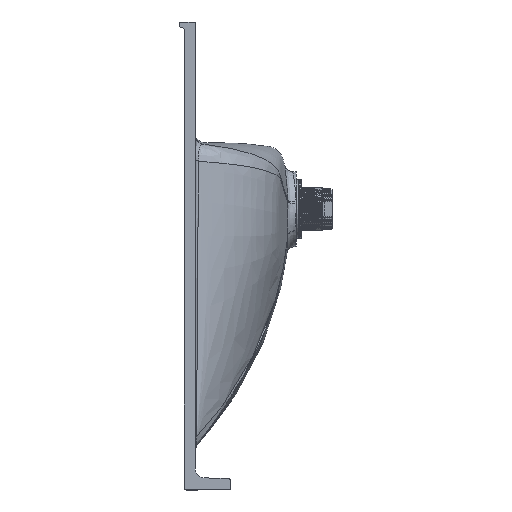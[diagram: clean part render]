
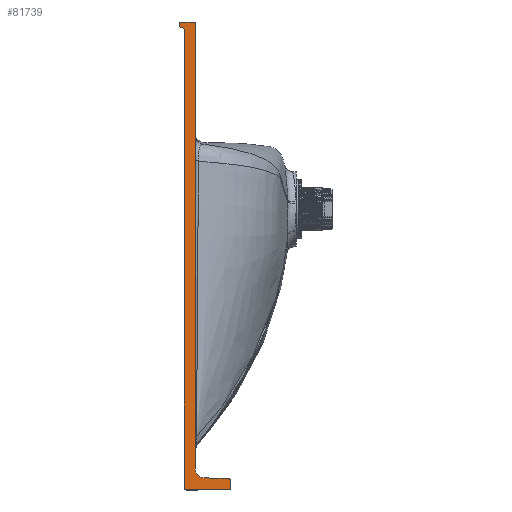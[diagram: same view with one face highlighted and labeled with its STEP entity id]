
A CAD part, left-side view. The second image highlights one B-rep face of the part: STEP entity #81739.
In plain terms, the highlighted planar face has unit normal (-1, 0, 0).
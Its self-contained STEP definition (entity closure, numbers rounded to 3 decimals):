
#1733 = CARTESIAN_POINT ( 'NONE',  ( -1250., -12., -277.016 ) ) ;
#3167 = EDGE_CURVE ( 'NONE', #106287, #54279, #129174, .T. ) ;
#4518 = DIRECTION ( 'NONE',  ( 0., 0., 1. ) ) ;
#7160 = VECTOR ( 'NONE', #53195, 1000. ) ;
#7163 = EDGE_CURVE ( 'NONE', #54279, #49937, #133433, .T. ) ;
#8356 = VERTEX_POINT ( 'NONE', #46177 ) ;
#9265 = CARTESIAN_POINT ( 'NONE',  ( -1250., -50., -290.897 ) ) ;
#9853 = CARTESIAN_POINT ( 'NONE',  ( -1250., -12., 200. ) ) ;
#10230 = DIRECTION ( 'NONE',  ( -1., 0., 0. ) ) ;
#12126 = EDGE_CURVE ( 'NONE', #49937, #57193, #86215, .T. ) ;
#12201 = CARTESIAN_POINT ( 'NONE',  ( -1250., -2., -300. ) ) ;
#12469 = EDGE_CURVE ( 'NONE', #15744, #79567, #74256, .T. ) ;
#15027 = CARTESIAN_POINT ( 'NONE',  ( -1250., 0., 200. ) ) ;
#15744 = VERTEX_POINT ( 'NONE', #99743 ) ;
#17982 = CARTESIAN_POINT ( 'NONE',  ( -1250., 5., 200. ) ) ;
#21518 = AXIS2_PLACEMENT_3D ( 'NONE', #98238, #75000, #4518 ) ;
#23657 = CARTESIAN_POINT ( 'NONE',  ( -1250., 3., 194. ) ) ;
#23841 = ORIENTED_EDGE ( 'NONE', *, *, #77486, .F. ) ;
#30835 = ORIENTED_EDGE ( 'NONE', *, *, #45290, .F. ) ;
#31403 = LINE ( 'NONE', #74961, #44183 ) ;
#31885 = VECTOR ( 'NONE', #106551, 1000. ) ;
#32672 = CARTESIAN_POINT ( 'NONE',  ( -1250., -47.105, -287.899 ) ) ;
#33512 = VECTOR ( 'NONE', #99689, 1000. ) ;
#36973 = ORIENTED_EDGE ( 'NONE', *, *, #12126, .T. ) ;
#37264 = CARTESIAN_POINT ( 'NONE',  ( -1250., -21.651, -287.01 ) ) ;
#43727 = CARTESIAN_POINT ( 'NONE',  ( -1250., 3., 196. ) ) ;
#44183 = VECTOR ( 'NONE', #134912, 1000. ) ;
#45290 = EDGE_CURVE ( 'NONE', #8356, #93497, #118476, .T. ) ;
#45787 = ORIENTED_EDGE ( 'NONE', *, *, #124221, .T. ) ;
#46177 = CARTESIAN_POINT ( 'NONE',  ( -1250., -50., -300. ) ) ;
#46575 = FACE_OUTER_BOUND ( 'NONE', #79891, .T. ) ;
#48209 = DIRECTION ( 'NONE',  ( 0., 0., 1. ) ) ;
#49937 = VERTEX_POINT ( 'NONE', #37264 ) ;
#49960 = ORIENTED_EDGE ( 'NONE', *, *, #75613, .T. ) ;
#52501 = CIRCLE ( 'NONE', #90882, 2. ) ;
#53195 = DIRECTION ( 'NONE',  ( 0., 0., -1. ) ) ;
#54087 = VERTEX_POINT ( 'NONE', #23657 ) ;
#54279 = VERTEX_POINT ( 'NONE', #32672 ) ;
#56726 = CARTESIAN_POINT ( 'NONE',  ( -1250., -2., -298. ) ) ;
#57193 = VERTEX_POINT ( 'NONE', #1733 ) ;
#57216 = DIRECTION ( 'NONE',  ( 0., 0., 1. ) ) ;
#57845 = EDGE_CURVE ( 'NONE', #8356, #106287, #59472, .T. ) ;
#58239 = AXIS2_PLACEMENT_3D ( 'NONE', #43727, #112744, #57216 ) ;
#59472 = LINE ( 'NONE', #105245, #144123 ) ;
#59797 = CARTESIAN_POINT ( 'NONE',  ( -1250., 3., 191. ) ) ;
#60494 = VECTOR ( 'NONE', #107226, 1000. ) ;
#60701 = CIRCLE ( 'NONE', #58239, 2. ) ;
#60780 = ORIENTED_EDGE ( 'NONE', *, *, #76107, .T. ) ;
#63667 = ORIENTED_EDGE ( 'NONE', *, *, #97473, .T. ) ;
#64459 = AXIS2_PLACEMENT_3D ( 'NONE', #114683, #125941, #80194 ) ;
#65148 = CARTESIAN_POINT ( 'NONE',  ( -1250., 0., -298. ) ) ;
#66666 = ORIENTED_EDGE ( 'NONE', *, *, #137074, .T. ) ;
#67862 = VECTOR ( 'NONE', #147982, 1000. ) ;
#68403 = ORIENTED_EDGE ( 'NONE', *, *, #3167, .T. ) ;
#69952 = VERTEX_POINT ( 'NONE', #105675 ) ;
#74256 = LINE ( 'NONE', #17982, #7160 ) ;
#74961 = CARTESIAN_POINT ( 'NONE',  ( -1250., -12., 200. ) ) ;
#75000 = DIRECTION ( 'NONE',  ( 1., 0., 0. ) ) ;
#75613 = EDGE_CURVE ( 'NONE', #79567, #54087, #60701, .T. ) ;
#75697 = CARTESIAN_POINT ( 'NONE',  ( -1250., 0., 191. ) ) ;
#76107 = EDGE_CURVE ( 'NONE', #57193, #69952, #135986, .T. ) ;
#77486 = EDGE_CURVE ( 'NONE', #103658, #97667, #129044, .T. ) ;
#77769 = DIRECTION ( 'NONE',  ( 0., 0., 1. ) ) ;
#78130 = DIRECTION ( 'NONE',  ( 0., 0., 1. ) ) ;
#79567 = VERTEX_POINT ( 'NONE', #129604 ) ;
#79891 = EDGE_LOOP ( 'NONE', ( #118985, #49960, #66666, #23841, #45787, #30835, #107344, #68403, #126161, #36973, #60780, #63667 ) ) ;
#80194 = DIRECTION ( 'NONE',  ( 0., 0., 1. ) ) ;
#81562 = AXIS2_PLACEMENT_3D ( 'NONE', #59797, #131017, #129551 ) ;
#81739 = ADVANCED_FACE ( 'NONE', ( #46575 ), #102861, .T. ) ;
#86215 = CIRCLE ( 'NONE', #21518, 10. ) ;
#90882 = AXIS2_PLACEMENT_3D ( 'NONE', #56726, #10230, #77769 ) ;
#93497 = VERTEX_POINT ( 'NONE', #12201 ) ;
#97473 = EDGE_CURVE ( 'NONE', #69952, #15744, #31403, .T. ) ;
#97667 = VERTEX_POINT ( 'NONE', #75697 ) ;
#98238 = CARTESIAN_POINT ( 'NONE',  ( -1250., -22., -277.016 ) ) ;
#99689 = DIRECTION ( 'NONE',  ( 0., 0.999, 0.035 ) ) ;
#99743 = CARTESIAN_POINT ( 'NONE',  ( -1250., 5., 200. ) ) ;
#100637 = DIRECTION ( 'NONE',  ( -1., 0., 0. ) ) ;
#102861 = PLANE ( 'NONE',  #103874 ) ;
#103658 = VERTEX_POINT ( 'NONE', #65148 ) ;
#103874 = AXIS2_PLACEMENT_3D ( 'NONE', #9853, #100637, #78130 ) ;
#105245 = CARTESIAN_POINT ( 'NONE',  ( -1250., -50., -300. ) ) ;
#105675 = CARTESIAN_POINT ( 'NONE',  ( -1250., -12., 200. ) ) ;
#106287 = VERTEX_POINT ( 'NONE', #9265 ) ;
#106551 = DIRECTION ( 'NONE',  ( 0., 0., 1. ) ) ;
#107226 = DIRECTION ( 'NONE',  ( 0., 1., 0. ) ) ;
#107344 = ORIENTED_EDGE ( 'NONE', *, *, #57845, .T. ) ;
#112744 = DIRECTION ( 'NONE',  ( -1., 0., 0. ) ) ;
#114683 = CARTESIAN_POINT ( 'NONE',  ( -1250., -47., -290.897 ) ) ;
#118476 = LINE ( 'NONE', #131194, #60494 ) ;
#118985 = ORIENTED_EDGE ( 'NONE', *, *, #12469, .T. ) ;
#124221 = EDGE_CURVE ( 'NONE', #103658, #93497, #52501, .T. ) ;
#124592 = CIRCLE ( 'NONE', #81562, 3. ) ;
#125941 = DIRECTION ( 'NONE',  ( -1., 0., 0. ) ) ;
#126161 = ORIENTED_EDGE ( 'NONE', *, *, #7163, .T. ) ;
#129044 = LINE ( 'NONE', #15027, #31885 ) ;
#129174 = CIRCLE ( 'NONE', #64459, 3. ) ;
#129551 = DIRECTION ( 'NONE',  ( 0., 0., -1. ) ) ;
#129604 = CARTESIAN_POINT ( 'NONE',  ( -1250., 5., 196. ) ) ;
#131017 = DIRECTION ( 'NONE',  ( 1., 0., 0. ) ) ;
#131194 = CARTESIAN_POINT ( 'NONE',  ( -1250., -12., -300. ) ) ;
#133433 = LINE ( 'NONE', #134173, #33512 ) ;
#134173 = CARTESIAN_POINT ( 'NONE',  ( -1250., -50., -288. ) ) ;
#134912 = DIRECTION ( 'NONE',  ( 0., 1., 0. ) ) ;
#135986 = LINE ( 'NONE', #147246, #67862 ) ;
#137074 = EDGE_CURVE ( 'NONE', #54087, #97667, #124592, .T. ) ;
#144123 = VECTOR ( 'NONE', #48209, 1000. ) ;
#147246 = CARTESIAN_POINT ( 'NONE',  ( -1250., -12., 200. ) ) ;
#147982 = DIRECTION ( 'NONE',  ( 0., 0., 1. ) ) ;
